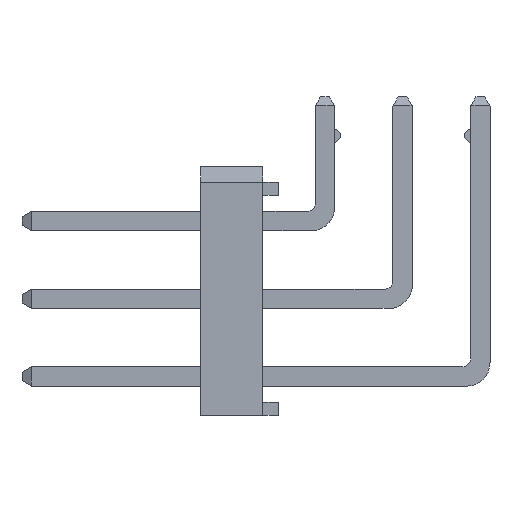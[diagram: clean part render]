
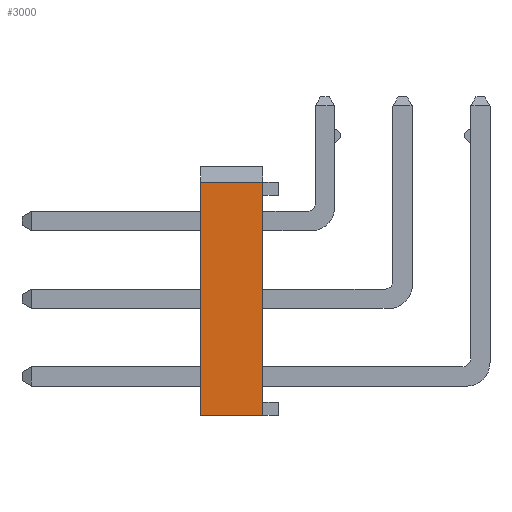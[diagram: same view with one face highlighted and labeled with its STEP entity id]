
A CAD part, left-side view. The second image highlights one B-rep face of the part: STEP entity #3000.
In plain terms, the highlighted planar face has unit normal (-1, 0, 0).
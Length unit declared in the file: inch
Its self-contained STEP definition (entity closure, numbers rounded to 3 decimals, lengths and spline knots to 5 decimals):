
#3000 = ADVANCED_FACE( '', ( #6165 ), #6166, .F. );
#6165 = FACE_OUTER_BOUND( '', #9419, .T. );
#6166 = PLANE( '', #9420 );
#9419 = EDGE_LOOP( '', ( #18491, #18492, #18493, #18494 ) );
#9420 = AXIS2_PLACEMENT_3D( '', #18495, #18496, #18497 );
#18491 = ORIENTED_EDGE( '', *, *, #21028, .F. );
#18492 = ORIENTED_EDGE( '', *, *, #20094, .F. );
#18493 = ORIENTED_EDGE( '', *, *, #22083, .F. );
#18494 = ORIENTED_EDGE( '', *, *, #21142, .T. );
#18495 = CARTESIAN_POINT( '', ( -0.4, 0.1, -0.15 ) );
#18496 = DIRECTION( '', ( 1., 0., 0. ) );
#18497 = DIRECTION( '', ( 0., 0., -1. ) );
#20094 = EDGE_CURVE( '', #24401, #24403, #24404, .T. );
#21028 = EDGE_CURVE( '', #24403, #25951, #25952, .T. );
#21142 = EDGE_CURVE( '', #26128, #25951, #26129, .T. );
#22083 = EDGE_CURVE( '', #26128, #24401, #27440, .T. );
#24401 = VERTEX_POINT( '', #30445 );
#24403 = VERTEX_POINT( '', #30448 );
#24404 = LINE( '', #30449, #30450 );
#25951 = VERTEX_POINT( '', #32739 );
#25952 = LINE( '', #32740, #32741 );
#26128 = VERTEX_POINT( '', #33009 );
#26129 = LINE( '', #33010, #33011 );
#27440 = LINE( '', #35000, #35001 );
#30445 = CARTESIAN_POINT( '', ( -0.4, 0.1, 0.15 ) );
#30448 = CARTESIAN_POINT( '', ( -0.4, 0.02, 0.15 ) );
#30449 = CARTESIAN_POINT( '', ( -0.4, 0.1, 0.15 ) );
#30450 = VECTOR( '', #37542, 39.37008 );
#32739 = CARTESIAN_POINT( '', ( -0.4, 0.02, -0.15 ) );
#32740 = CARTESIAN_POINT( '', ( -0.4, 0.02, -0.15 ) );
#32741 = VECTOR( '', #38354, 39.37008 );
#33009 = CARTESIAN_POINT( '', ( -0.4, 0.1, -0.15 ) );
#33010 = CARTESIAN_POINT( '', ( -0.4, 0.1, -0.15 ) );
#33011 = VECTOR( '', #38447, 39.37008 );
#35000 = CARTESIAN_POINT( '', ( -0.4, 0.1, -0.15 ) );
#35001 = VECTOR( '', #39204, 39.37008 );
#37542 = DIRECTION( '', ( 0., -1., 0. ) );
#38354 = DIRECTION( '', ( 0., 0., -1. ) );
#38447 = DIRECTION( '', ( 0., -1., 0. ) );
#39204 = DIRECTION( '', ( 0., 0., 1. ) );
